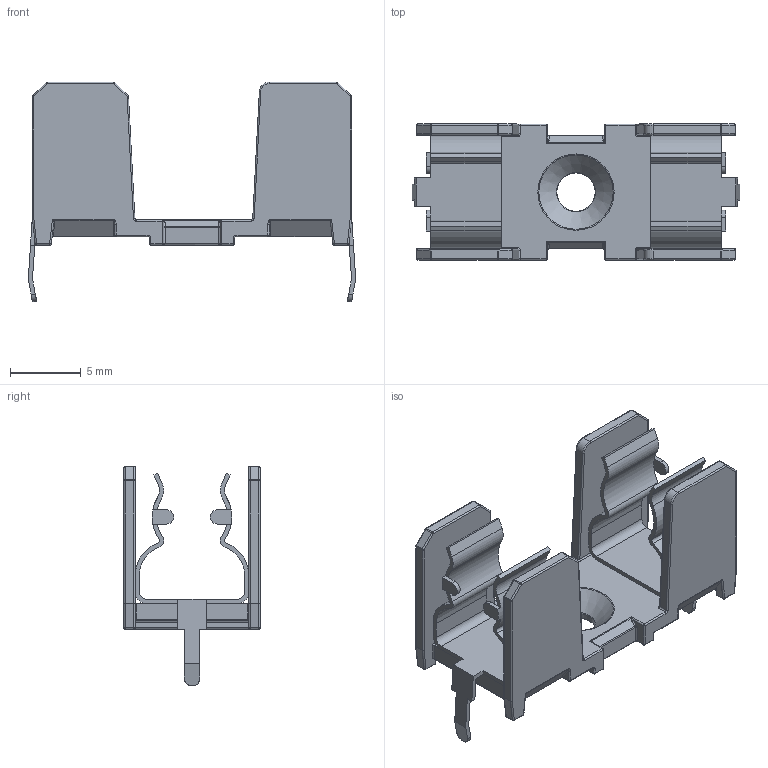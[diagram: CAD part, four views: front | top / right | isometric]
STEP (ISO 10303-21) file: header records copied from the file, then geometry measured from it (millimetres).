
FILE_DESCRIPTION(/* description */ (''),/* implementation_level */ '2;1');
FILE_NAME(/* name */ 'Schurter Inc - OGN.step',/* time_stamp */ '2020-05-13T19:47:15+01:00',/* author */ (''),/* organization */ (''),/* preprocessor_version */ 'ST-DEVELOPER v18.1',/* originating_system */ 'Autodesk Translation Framework v9.2.0.1227',/* authorisation */ '');
FILE_SCHEMA (('AUTOMOTIVE_DESIGN { 1 0 10303 214 3 1 1 }'));
Length unit declared in the file: millimetre
Products named in the file (1): Schurter Inc - OGN
Bounding box: 23.1 x 9.6 x 15.5 mm (x, y, z)
Volume: 534.2 mm3; surface area: 1524.1 mm2
Topology: 1 solids, 1 shells, 461 faces, 1096 edges, 623 vertices
Faces by surface type: cylinder 213, plane 130, sphere 64, bspline 30, torus 23, cone 1
Full cylindrical faces by diameter (mm): 2.7 x1
Entity records: 13884 total; most frequent: CARTESIAN_POINT 2938, DIRECTION 2448, ORIENTED_EDGE 2172, EDGE_CURVE 1086, AXIS2_PLACEMENT_3D 940, VERTEX_POINT 623, LINE 568, VECTOR 568
